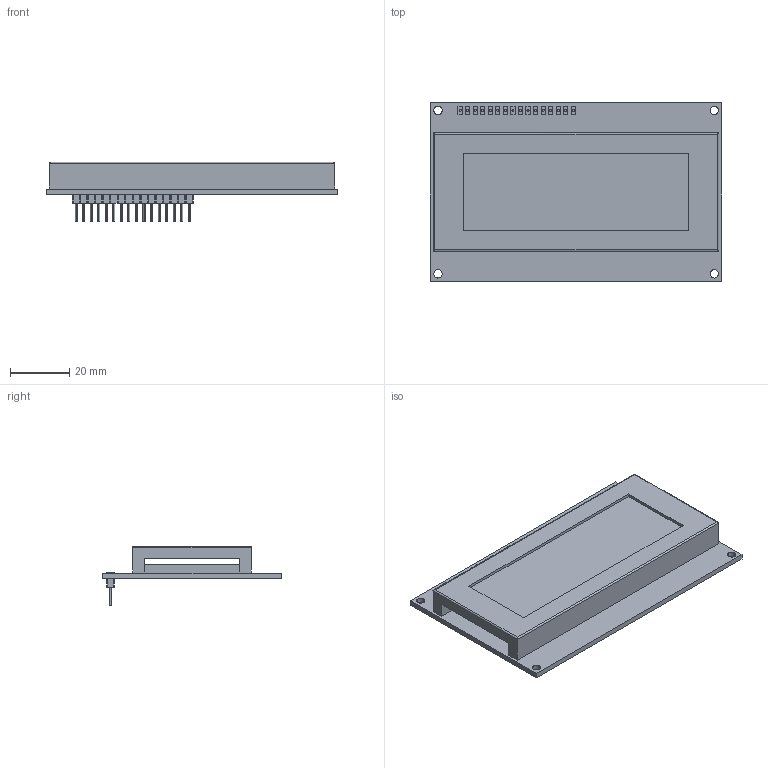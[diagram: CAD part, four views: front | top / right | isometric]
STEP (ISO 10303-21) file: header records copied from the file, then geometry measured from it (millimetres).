
FILE_DESCRIPTION (( 'STEP AP214' ), '1' );
FILE_NAME ('94FA2C93-310C-447C-BD6C-6068D3EB659A.STEP', '2023-08-04T15:39:34', ( '' ), ( '' ), 'SwSTEP 2.0', 'SolidWorks 2022', '' );
FILE_SCHEMA (( 'AUTOMOTIVE_DESIGN' ));
Length unit declared in the file: millimetre
Products named in the file (1): 94FA2C93-310C-447C-BD6C-6068D3EB659A
Bounding box: 98 x 60 x 20 mm (x, y, z)
Volume: 36541.9 mm3; surface area: 21902.8 mm2
Topology: 1 solids, 1 shells, 309 faces, 770 edges, 512 vertices
Faces by surface type: plane 169, cylinder 140
Entity records: 10946 total; most frequent: DIRECTION 1658, CARTESIAN_POINT 1604, ORIENTED_EDGE 1540, EDGE_CURVE 770, AXIS2_PLACEMENT_3D 582, VERTEX_POINT 512, VECTOR 494, LINE 494
